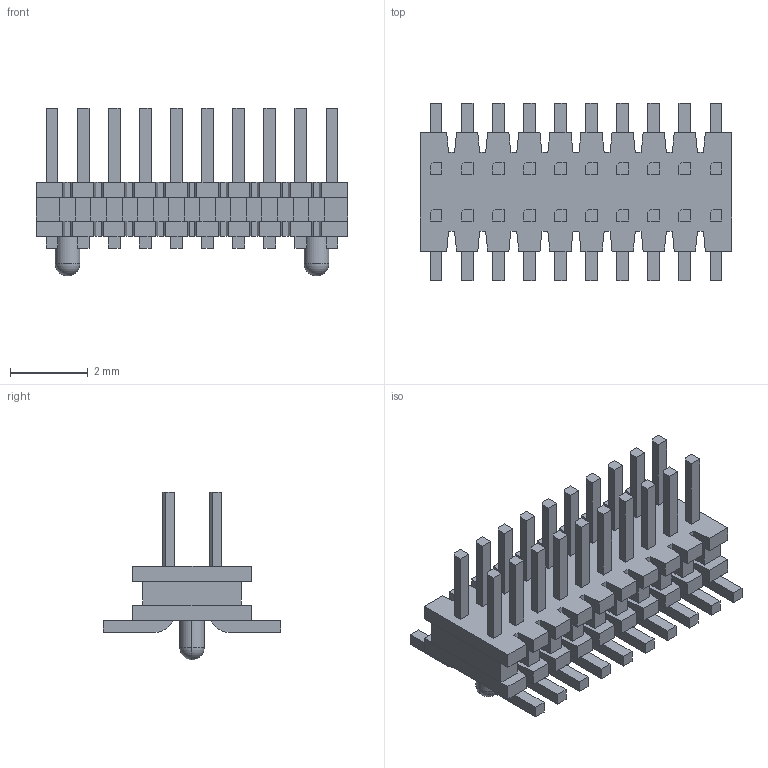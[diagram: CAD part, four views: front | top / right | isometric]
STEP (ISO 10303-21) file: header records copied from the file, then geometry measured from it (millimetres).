
FILE_DESCRIPTION((''),'2;1');
FILE_NAME('SAMTEC_FTE-110-01-G-DV-A-P.stp','2014-01-28T11:20:15',(''),(''),'Mechanical Desktop 2011','Mechanical Desktop 2011',', , ');
FILE_SCHEMA(('AUTOMOTIVE_DESIGN { 1 2 10303 214 1 1 1 1 }'));
Length unit declared in the file: millimetre
Products named in the file (1): Product
Bounding box: 8 x 4.57 x 4.32 mm (x, y, z)
Volume: 35 mm3; surface area: 275.8 mm2
Topology: 45 solids, 45 shells, 504 faces, 1244 edges, 826 vertices
Faces by surface type: plane 476, cylinder 24, sphere 4
Entity records: 14608 total; most frequent: CARTESIAN_POINT 2571, ORIENTED_EDGE 2480, DIRECTION 2302, EDGE_CURVE 1240, VECTOR 1188, LINE 1188, VERTEX_POINT 826, AXIS2_PLACEMENT_3D 557
